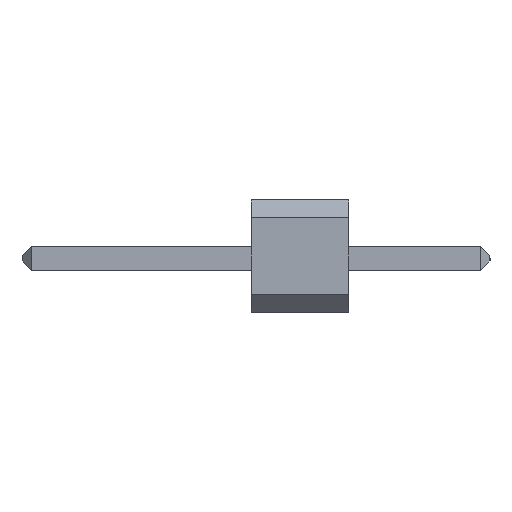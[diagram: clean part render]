
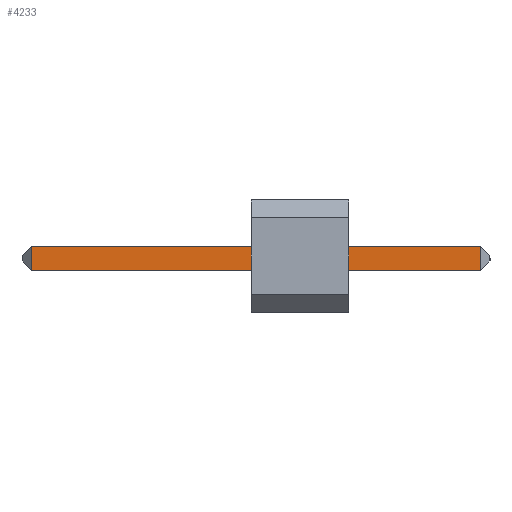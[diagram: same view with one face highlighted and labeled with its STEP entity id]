
A CAD part, left-side view. The second image highlights one B-rep face of the part: STEP entity #4233.
In plain terms, the highlighted planar face has unit normal (-1, 0, 0).
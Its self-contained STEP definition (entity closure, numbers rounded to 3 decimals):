
#7 = VECTOR ( 'NONE', #2755, 1000. ) ;
#19 = CARTESIAN_POINT ( 'NONE',  ( -0.32, 1.27, 0.26 ) ) ;
#60 = DIRECTION ( 'NONE',  ( 0., 0., -1. ) ) ;
#122 = LINE ( 'NONE', #4926, #4032 ) ;
#212 = LINE ( 'NONE', #680, #2163 ) ;
#241 = DIRECTION ( 'NONE',  ( 0., 1., 0. ) ) ;
#282 = DIRECTION ( 'NONE',  ( 0., 0., 1. ) ) ;
#303 = VECTOR ( 'NONE', #60, 1000. ) ;
#309 = FACE_OUTER_BOUND ( 'NONE', #4965, .T. ) ;
#525 = EDGE_CURVE ( 'NONE', #4591, #2577, #2377, .T. ) ;
#680 = CARTESIAN_POINT ( 'NONE',  ( -0.32, -3.43, -0.06 ) ) ;
#889 = DIRECTION ( 'NONE',  ( -1., 0., 0. ) ) ;
#897 = AXIS2_PLACEMENT_3D ( 'NONE', #3215, #889, #3621 ) ;
#1395 = CARTESIAN_POINT ( 'NONE',  ( -0.32, 8.26, -0.38 ) ) ;
#1549 = EDGE_CURVE ( 'NONE', #4544, #4591, #4037, .T. ) ;
#1740 = EDGE_CURVE ( 'NONE', #3327, #2577, #122, .T. ) ;
#2001 = CARTESIAN_POINT ( 'NONE',  ( -0.32, 8.26, -0.06 ) ) ;
#2163 = VECTOR ( 'NONE', #282, 1000. ) ;
#2279 = CARTESIAN_POINT ( 'NONE',  ( -0.32, 8.26, 0.26 ) ) ;
#2377 = LINE ( 'NONE', #2001, #303 ) ;
#2577 = VERTEX_POINT ( 'NONE', #1395 ) ;
#2630 = ORIENTED_EDGE ( 'NONE', *, *, #1549, .T. ) ;
#2755 = DIRECTION ( 'NONE',  ( 0., 1., 0. ) ) ;
#2820 = EDGE_CURVE ( 'NONE', #3327, #4544, #212, .T. ) ;
#3068 = ORIENTED_EDGE ( 'NONE', *, *, #1740, .F. ) ;
#3215 = CARTESIAN_POINT ( 'NONE',  ( -0.32, 1.27, -0.06 ) ) ;
#3327 = VERTEX_POINT ( 'NONE', #4472 ) ;
#3564 = ORIENTED_EDGE ( 'NONE', *, *, #525, .T. ) ;
#3601 = PLANE ( 'NONE',  #897 ) ;
#3621 = DIRECTION ( 'NONE',  ( 0., 0., 1. ) ) ;
#4032 = VECTOR ( 'NONE', #241, 1000. ) ;
#4037 = LINE ( 'NONE', #19, #7 ) ;
#4233 = ADVANCED_FACE ( 'NONE', ( #309 ), #3601, .T. ) ;
#4324 = ORIENTED_EDGE ( 'NONE', *, *, #2820, .T. ) ;
#4472 = CARTESIAN_POINT ( 'NONE',  ( -0.32, -3.43, -0.38 ) ) ;
#4544 = VERTEX_POINT ( 'NONE', #4975 ) ;
#4591 = VERTEX_POINT ( 'NONE', #2279 ) ;
#4926 = CARTESIAN_POINT ( 'NONE',  ( -0.32, 1.27, -0.38 ) ) ;
#4965 = EDGE_LOOP ( 'NONE', ( #3564, #3068, #4324, #2630 ) ) ;
#4975 = CARTESIAN_POINT ( 'NONE',  ( -0.32, -3.43, 0.26 ) ) ;
